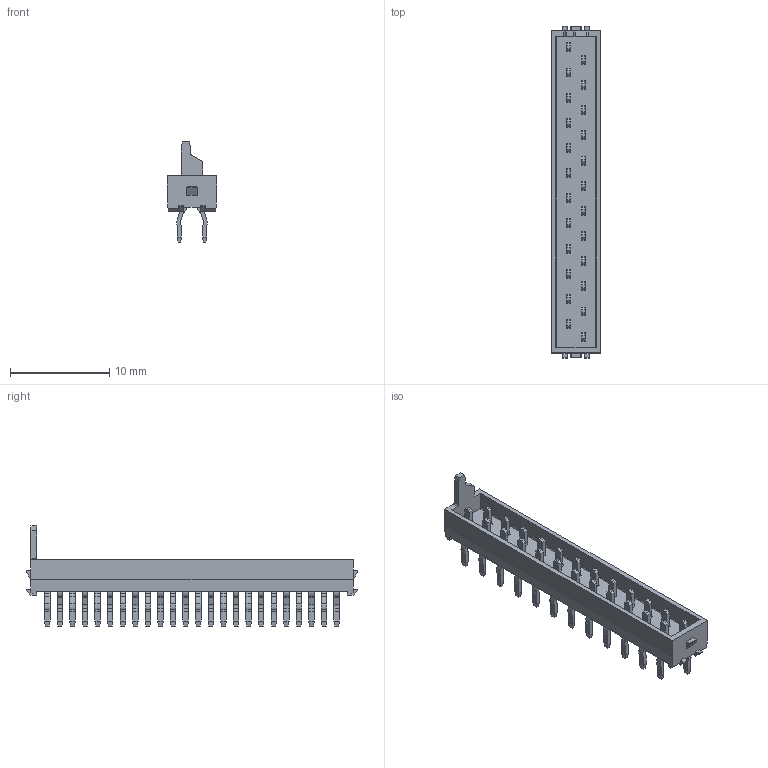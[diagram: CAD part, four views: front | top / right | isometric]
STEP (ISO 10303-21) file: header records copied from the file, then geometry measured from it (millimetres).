
FILE_DESCRIPTION(/* description */ ('Unknown'),/* implementation_level */ '2;1');
FILE_NAME(/* name */ 'J_Wurth_WR-MM_690357102472',/* time_stamp */ '2025-05-06T15:36:21+08:00',/* author */ ('Unknown'),/* organization */ ('Unknown'),/* preprocessor_version */ 'ST-DEVELOPER v19.4',/* originating_system */ 'Solid Edge',/* authorisation */ 'Unknown');
FILE_SCHEMA (('AUTOMOTIVE_DESIGN {1 0 10303 214 3 1 1}'));
Length unit declared in the file: millimetre
Products named in the file (2): J_Wurth_WR-MM_690357102472
Assembly tree (1 placements, depth 2):
  J_Wurth_WR-MM_690357102472
    J_Wurth_WR-MM_690357102472
Bounding box: 5 x 33.51 x 10.1 mm (x, y, z)
Volume: 310 mm3; surface area: 985.3 mm2
Topology: 1 solids, 49 shells, 1172 faces, 2832 edges, 1856 vertices
Faces by surface type: plane 830, cylinder 342
Entity records: 42143 total; most frequent: DIRECTION 5864, CARTESIAN_POINT 5862, ORIENTED_EDGE 5664, EDGE_CURVE 2832, LINE 2148, VECTOR 2148, AXIS2_PLACEMENT_3D 1858, VERTEX_POINT 1856
